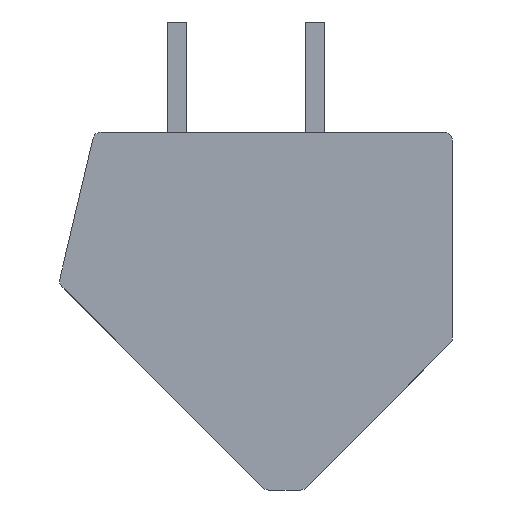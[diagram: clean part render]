
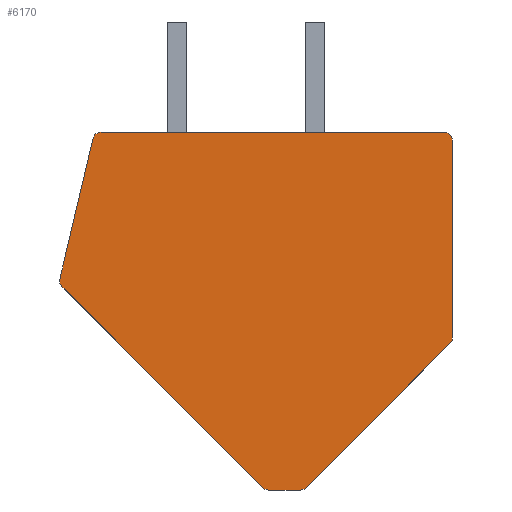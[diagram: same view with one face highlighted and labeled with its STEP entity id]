
A CAD part, front view. The second image highlights one B-rep face of the part: STEP entity #6170.
In plain terms, the highlighted planar face has unit normal (0, -1, 0).
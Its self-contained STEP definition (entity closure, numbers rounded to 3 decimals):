
#1143=CARTESIAN_POINT('',(1.626,-3.54,-6.2));
#1144=DIRECTION('',(0.,-1.,0.));
#1145=DIRECTION('',(0.,0.,-1.));
#1146=AXIS2_PLACEMENT_3D('',#1143,#1144,#1145);
#1148=DIRECTION('',(1.,0.,0.));
#1149=VECTOR('',#1148,1.151);
#1150=CARTESIAN_POINT('',(0.474,-3.54,-6.5));
#1151=LINE('',#1150,#1149);
#1152=CARTESIAN_POINT('',(0.474,-3.54,-6.2));
#1153=DIRECTION('',(0.,-1.,0.));
#1154=DIRECTION('',(-0.707,0.,-0.707));
#1155=AXIS2_PLACEMENT_3D('',#1152,#1153,#1154);
#1157=DIRECTION('',(0.707,0.,-0.707));
#1158=VECTOR('',#1157,10.315);
#1159=CARTESIAN_POINT('',(-7.032,-3.54,0.882));
#1160=LINE('',#1159,#1158);
#1161=CARTESIAN_POINT('',(-6.82,-3.54,1.094));
#1162=DIRECTION('',(0.,-1.,0.));
#1163=DIRECTION('',(-0.973,0.,0.23));
#1164=AXIS2_PLACEMENT_3D('',#1161,#1162,#1163);
#1166=DIRECTION('',(-0.23,0.,-0.973));
#1167=VECTOR('',#1166,5.247);
#1168=CARTESIAN_POINT('',(-5.905,-3.54,6.269));
#1169=LINE('',#1168,#1167);
#1170=CARTESIAN_POINT('',(-5.613,-3.54,6.2));
#1171=DIRECTION('',(0.,-1.,0.));
#1172=DIRECTION('',(0.,0.,1.));
#1173=AXIS2_PLACEMENT_3D('',#1170,#1171,#1172);
#1175=DIRECTION('',(-1.,0.,0.));
#1176=VECTOR('',#1175,12.463);
#1177=CARTESIAN_POINT('',(6.85,-3.54,6.5));
#1178=LINE('',#1177,#1176);
#1179=CARTESIAN_POINT('',(6.85,-3.54,6.2));
#1180=DIRECTION('',(0.,-1.,0.));
#1181=DIRECTION('',(1.,0.,0.));
#1182=AXIS2_PLACEMENT_3D('',#1179,#1180,#1181);
#1184=DIRECTION('',(0.,0.,1.));
#1185=VECTOR('',#1184,7.176);
#1186=CARTESIAN_POINT('',(7.15,-3.54,-0.976));
#1187=LINE('',#1186,#1185);
#1188=CARTESIAN_POINT('',(6.85,-3.54,-0.976));
#1189=DIRECTION('',(0.,-1.,0.));
#1190=DIRECTION('',(0.707,0.,-0.707));
#1191=AXIS2_PLACEMENT_3D('',#1188,#1189,#1190);
#1193=DIRECTION('',(0.707,0.,0.707));
#1194=VECTOR('',#1193,7.388);
#1195=CARTESIAN_POINT('',(1.838,-3.54,-6.412));
#1196=LINE('',#1195,#1194);
#4029=CARTESIAN_POINT('',(1.626,-3.54,-6.5));
#4030=CARTESIAN_POINT('',(1.838,-3.54,-6.412));
#4031=VERTEX_POINT('',#4029);
#4032=VERTEX_POINT('',#4030);
#4033=CARTESIAN_POINT('',(7.062,-3.54,-1.188));
#4034=VERTEX_POINT('',#4033);
#4035=CARTESIAN_POINT('',(7.15,-3.54,-0.976));
#4036=VERTEX_POINT('',#4035);
#4037=CARTESIAN_POINT('',(7.15,-3.54,6.2));
#4038=VERTEX_POINT('',#4037);
#4039=CARTESIAN_POINT('',(6.85,-3.54,6.5));
#4040=VERTEX_POINT('',#4039);
#4041=CARTESIAN_POINT('',(-5.613,-3.54,6.5));
#4042=VERTEX_POINT('',#4041);
#4043=CARTESIAN_POINT('',(-5.905,-3.54,6.269));
#4044=VERTEX_POINT('',#4043);
#4045=CARTESIAN_POINT('',(-7.112,-3.54,1.163));
#4046=VERTEX_POINT('',#4045);
#4047=CARTESIAN_POINT('',(-7.032,-3.54,0.882));
#4048=VERTEX_POINT('',#4047);
#4049=CARTESIAN_POINT('',(0.262,-3.54,-6.412));
#4050=VERTEX_POINT('',#4049);
#4051=CARTESIAN_POINT('',(0.474,-3.54,-6.5));
#4052=VERTEX_POINT('',#4051);
#6151=CARTESIAN_POINT('',(0.,-3.54,0.));
#6152=DIRECTION('',(0.,-1.,0.));
#6153=DIRECTION('',(-1.,0.,0.));
#6154=AXIS2_PLACEMENT_3D('',#6151,#6152,#6153);
#6155=PLANE('',#6154);
#6156=ORIENTED_EDGE('',*,*,#5340,.F.);
#6157=ORIENTED_EDGE('',*,*,#5355,.F.);
#6158=ORIENTED_EDGE('',*,*,#5369,.F.);
#6159=ORIENTED_EDGE('',*,*,#5383,.F.);
#6160=ORIENTED_EDGE('',*,*,#5657,.F.);
#6161=ORIENTED_EDGE('',*,*,#5671,.F.);
#6162=ORIENTED_EDGE('',*,*,#5685,.F.);
#6163=ORIENTED_EDGE('',*,*,#5699,.F.);
#6164=ORIENTED_EDGE('',*,*,#5973,.F.);
#6165=ORIENTED_EDGE('',*,*,#5987,.F.);
#6166=ORIENTED_EDGE('',*,*,#6001,.F.);
#6167=ORIENTED_EDGE('',*,*,#6014,.F.);
#6168=EDGE_LOOP('',(#6156,#6157,#6158,#6159,#6160,#6161,#6162,#6163,#6164,#6165,
#6166,#6167));
#6169=FACE_OUTER_BOUND('',#6168,.F.);
#6170=ADVANCED_FACE('',(#6169),#6155,.T.);
#1147=CIRCLE('',#1146,0.3);
#1156=CIRCLE('',#1155,0.3);
#1165=CIRCLE('',#1164,0.3);
#1174=CIRCLE('',#1173,0.3);
#1183=CIRCLE('',#1182,0.3);
#1192=CIRCLE('',#1191,0.3);
#5340=EDGE_CURVE('',#4031,#4032,#1147,.T.);
#5355=EDGE_CURVE('',#4052,#4031,#1151,.T.);
#5369=EDGE_CURVE('',#4050,#4052,#1156,.T.);
#5383=EDGE_CURVE('',#4048,#4050,#1160,.T.);
#5657=EDGE_CURVE('',#4046,#4048,#1165,.T.);
#5671=EDGE_CURVE('',#4044,#4046,#1169,.T.);
#5685=EDGE_CURVE('',#4042,#4044,#1174,.T.);
#5699=EDGE_CURVE('',#4040,#4042,#1178,.T.);
#5973=EDGE_CURVE('',#4038,#4040,#1183,.T.);
#5987=EDGE_CURVE('',#4036,#4038,#1187,.T.);
#6001=EDGE_CURVE('',#4034,#4036,#1192,.T.);
#6014=EDGE_CURVE('',#4032,#4034,#1196,.T.);
